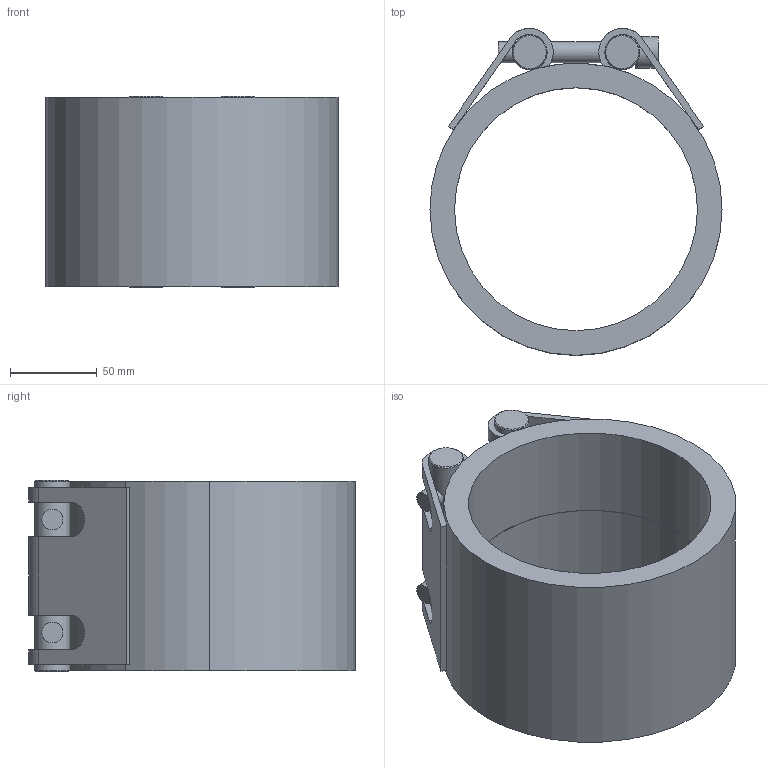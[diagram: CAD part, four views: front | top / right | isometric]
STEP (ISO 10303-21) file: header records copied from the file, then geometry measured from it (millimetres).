
FILE_DESCRIPTION(/* description */ (''),/* implementation_level */ '2;1');
FILE_NAME(/* name */ 'STRAUB COMBI-GRIP 140.0-139.7 ES.stp',/* time_stamp */ '2020-01-03T12:32:35+01:00',/* author */ ('LK_9K'),/* organization */ (''),/* preprocessor_version */ 'ST-DEVELOPER v18',/* originating_system */ 'Autodesk Inventor 2020',/* authorisation */ '');
FILE_SCHEMA (('AUTOMOTIVE_DESIGN { 1 0 10303 214 3 1 1 }'));
Length unit declared in the file: millimetre
Products named in the file (1): STRAUB COMBI-GRIP 140.0-139.7 ES
Bounding box: 168 x 188 x 110 mm (x, y, z)
Volume: 879164.2 mm3; surface area: 172791.6 mm2
Topology: 2 solids, 2 shells, 109 faces, 321 edges, 213 vertices
Faces by surface type: plane 61, cylinder 44, cone 4
Full cylindrical faces by diameter (mm): 12 x4, 18 x2, 20 x2, 139.7 x1, 140 x1
Entity records: 4159 total; most frequent: CARTESIAN_POINT 1194, ORIENTED_EDGE 644, DIRECTION 577, EDGE_CURVE 322, VERTEX_POINT 213, AXIS2_PLACEMENT_3D 198, LINE 181, VECTOR 181
